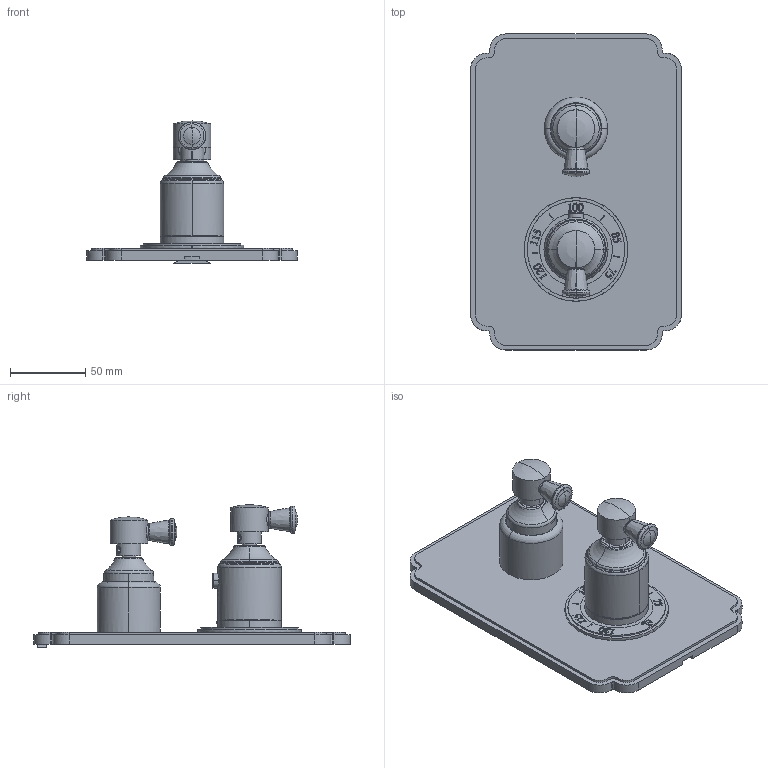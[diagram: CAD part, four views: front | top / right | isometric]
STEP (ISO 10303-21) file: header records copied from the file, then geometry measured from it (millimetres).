
FILE_DESCRIPTION((''),'2;1');
FILE_NAME('3-1203TS_SW0001','2016-11-29T',('vinay.hs'),(''),'PRO/ENGINEER BY PARAMETRIC TECHNOLOGY CORPORATION, 2014000','PRO/ENGINEER BY PARAMETRIC TECHNOLOGY CORPORATION, 2014000','');
FILE_SCHEMA(('CONFIG_CONTROL_DESIGN'));
Products named in the file (1): 3-1203TS_SW0001
Bounding box: 139.7 x 209.55 x 94.54 mm (x, y, z)
Surface area: 123696.2 mm2 (no closed solid volume)
Topology: 0 solids, 0 shells, 954 faces, 5460 edges, 5411 vertices
Faces by surface type: bspline 888, torus 55, sphere 11
Entity records: 331396 total; most frequent: CARTESIAN_POINT 287661, DIRECTION 5836, DEFINITIONAL_REPRESENTATION 5370, PCURVE 5370, COMPOSITE_CURVE_SEGMENT 5370, TRIMMED_CURVE 5024, VECTOR 4344, LINE 4344
